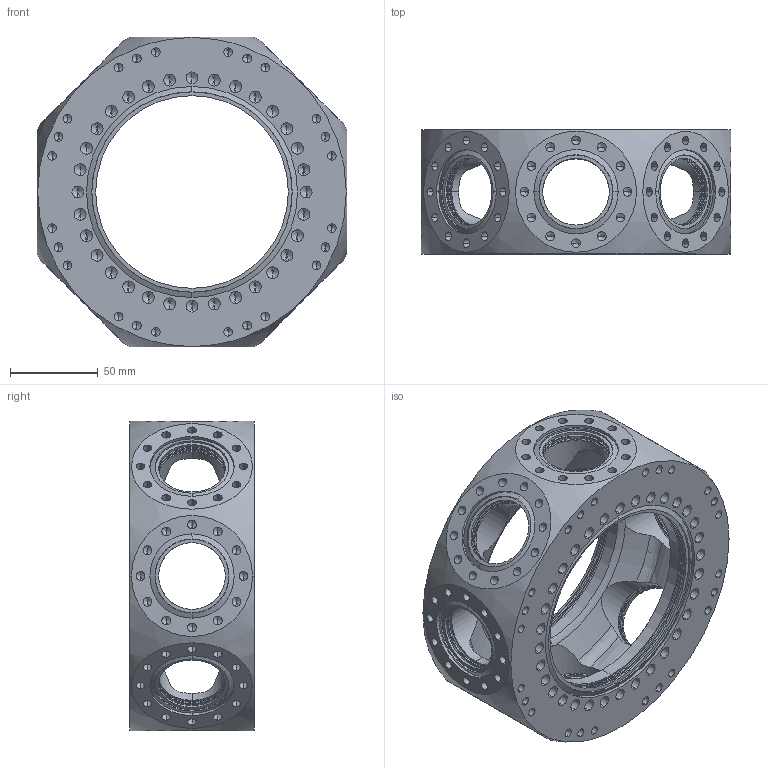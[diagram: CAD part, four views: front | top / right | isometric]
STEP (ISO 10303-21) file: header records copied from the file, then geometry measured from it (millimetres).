
FILE_DESCRIPTION (( 'STEP AP214' ), '1' );
FILE_NAME ('多面体-2CF100+8CF35.STEP', '2023-09-27T00:55:37', ( '' ), ( '' ), 'SwSTEP 2.0', 'SolidWorks 2020', '' );
FILE_SCHEMA (( 'AUTOMOTIVE_DESIGN' ));
Length unit declared in the file: millimetre
Products named in the file (1): 嗣醱极-2CF100+8CF35
Bounding box: 177 x 71 x 177 mm (x, y, z)
Volume: 644786 mm3; surface area: 161759.6 mm2
Topology: 1 solids, 1 shells, 1098 faces, 2702 edges, 1442 vertices
Faces by surface type: cylinder 504, cone 472, torus 60, plane 60, sphere 2
Entity records: 31946 total; most frequent: CARTESIAN_POINT 6229, DIRECTION 5574, ORIENTED_EDGE 4560, AXIS2_PLACEMENT_3D 2311, EDGE_CURVE 2280, VERTEX_POINT 1440, EDGE_LOOP 1372, CIRCLE 1212
